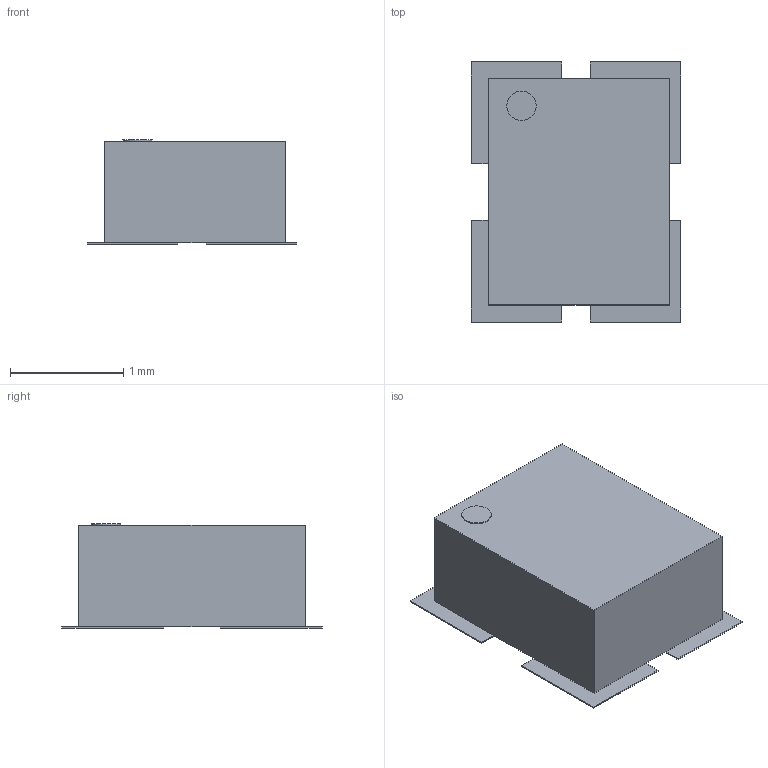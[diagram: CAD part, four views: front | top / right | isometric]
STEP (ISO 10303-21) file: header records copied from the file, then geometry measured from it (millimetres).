
FILE_DESCRIPTION(('FreeCAD Model'),'2;1');
FILE_NAME('Crystal_SMD_2016-4pin_2.0x1.6mm.step','2017-07-30T23:14:26',('kicad StepUp'),( 'ksu MCAD'),'Open CASCADE STEP processor 7.1','FreeCAD','Unknown');
FILE_SCHEMA(('AUTOMOTIVE_DESIGN_CC2 { 1 2 10303 214 -1 1 5 4 }'));
Length unit declared in the file: millimetre
Products named in the file (1): Crystal_SMD_2016-4pin_2.0x1.6mm
Bounding box: 1.85 x 2.3 x 0.92 mm (x, y, z)
Volume: 2.9 mm3; surface area: 14.7 mm2
Topology: 1 solids, 1 shells, 32 faces, 79 edges, 50 vertices
Faces by surface type: plane 31, cylinder 1
Full cylindrical faces by diameter (mm): 0.26 x1
Entity records: 1158 total; most frequent: CARTESIAN_POINT 162, ORIENTED_EDGE 158, DIRECTION 147, EDGE_CURVE 79, LINE 77, VECTOR 77, VERTEX_POINT 50, AXIS2_PLACEMENT_3D 35
